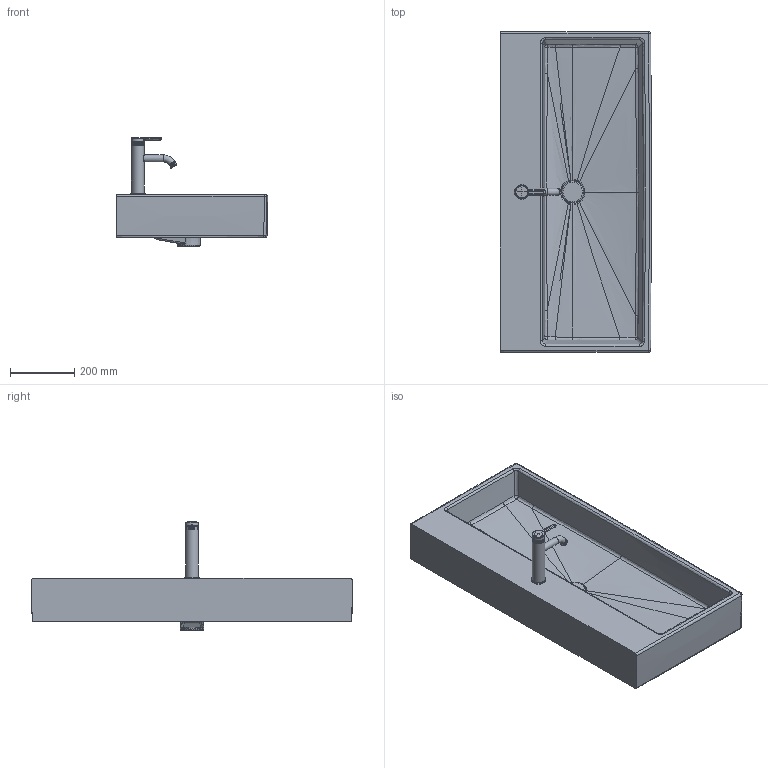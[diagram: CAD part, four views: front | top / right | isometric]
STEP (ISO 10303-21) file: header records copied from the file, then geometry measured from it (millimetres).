
FILE_DESCRIPTION((''),'2;1');
FILE_NAME('235010.stp','2017-07-03T21:50:23',('Administrator'),(''),'Autodesk Inventor 2011','Autodesk Inventor 2011','');
FILE_SCHEMA(('CONFIG_CONTROL_DESIGN'));
Length unit declared in the file: millimetre
Products named in the file (10): 235010; Kelch_Stopfen VERO AIR Bgr; Armatur C1 WT; 509115_ASM; 615832; 615833; 636748; 615729; 615737
Assembly tree (9 placements, depth 4):
  235010
    235010
    Kelch_Stopfen VERO AIR Bgr
    Armatur C1 WT
      509115_ASM
        615832
        615833
      636748
      615729
      615737
Bounding box: 471.23 x 1000.18 x 337.45 mm (x, y, z)
Volume: 19444912.5 mm3; surface area: 1812990.7 mm2
Topology: 8 solids, 11 shells, 486 faces, 1109 edges, 648 vertices
Faces by surface type: bspline 248, plane 90, cylinder 89, torus 23, cone 18, sphere 18
Full cylindrical faces by diameter (mm): 6 x1, 12 x2, 15 x2, 16 x1, 16.5 x2, 17.3 x1, 17.55 x1, 18.5 x2, 18.75 x1, 22 x2, 24 x1, 27.189 x1, 30.452 x1, 34 x1, 34.5 x1, 35 x1, 35.4 x1, 35.5 x1, 36.324 x1, 36.9 x4, 37.3 x1, 37.6 x1, 40 x2, 42.5 x1, 42.668 x1, 45.096 x1, 46 x1, 67.165 x1
Entity records: 45025 total; most frequent: CARTESIAN_POINT 35144, ORIENTED_EDGE 2028, DIRECTION 1496, EDGE_CURVE 1014, AXIS2_PLACEMENT_3D 666, VERTEX_POINT 630, EDGE_LOOP 586, FACE_OUTER_BOUND 486
